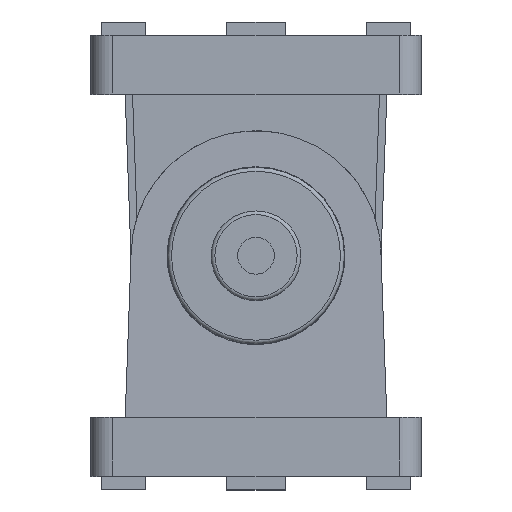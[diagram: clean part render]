
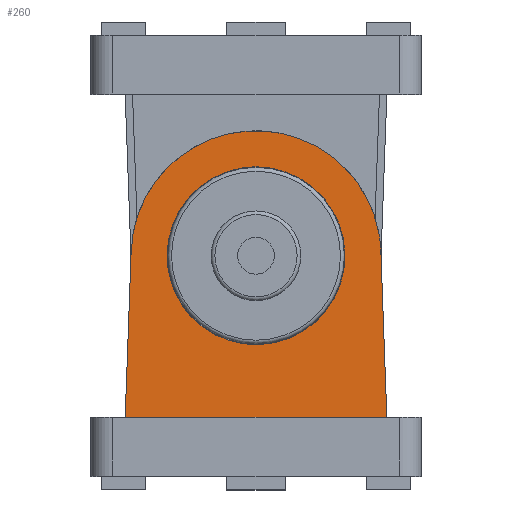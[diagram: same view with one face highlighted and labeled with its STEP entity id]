
A CAD part, top view. The second image highlights one B-rep face of the part: STEP entity #260.
In plain terms, the highlighted planar face has unit normal (0, 0.018, 1).
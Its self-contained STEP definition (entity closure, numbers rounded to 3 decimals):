
#260 = ADVANCED_FACE( '', ( #523, #524 ), #525, .F. );
#523 = FACE_BOUND( '', #770, .T. );
#524 = FACE_OUTER_BOUND( '', #771, .T. );
#525 = PLANE( '', #772 );
#770 = EDGE_LOOP( '', ( #1350 ) );
#771 = EDGE_LOOP( '', ( #1351, #1352, #1353, #1354 ) );
#772 = AXIS2_PLACEMENT_3D( '', #1355, #1356, #1357 );
#1350 = ORIENTED_EDGE( '', *, *, #1469, .F. );
#1351 = ORIENTED_EDGE( '', *, *, #1453, .F. );
#1352 = ORIENTED_EDGE( '', *, *, #1552, .F. );
#1353 = ORIENTED_EDGE( '', *, *, #1378, .F. );
#1354 = ORIENTED_EDGE( '', *, *, #1404, .T. );
#1355 = CARTESIAN_POINT( '', ( 22.5, 18., 19.302 ) );
#1356 = DIRECTION( '', ( 0., -0.017, -1. ) );
#1357 = DIRECTION( '', ( 0., 1., -0.017 ) );
#1378 = EDGE_CURVE( '', #1607, #1608, #1609, .T. );
#1404 = EDGE_CURVE( '', #1607, #1652, #1654, .F. );
#1453 = EDGE_CURVE( '', #1737, #1652, #1738, .T. );
#1469 = EDGE_CURVE( '', #1761, #1761, #1762, .F. );
#1552 = EDGE_CURVE( '', #1608, #1737, #1881, .T. );
#1607 = VERTEX_POINT( '', #1944 );
#1608 = VERTEX_POINT( '', #1945 );
#1609 = LINE( '', #1946, #1947 );
#1652 = VERTEX_POINT( '', #2004 );
#1654 = ELLIPSE( '', #2007, 17.003, 17. );
#1737 = VERTEX_POINT( '', #2125 );
#1738 = LINE( '', #2126, #2127 );
#1761 = VERTEX_POINT( '', #2157 );
#1762 = ELLIPSE( '', #2158, 12.102, 12.1 );
#1881 = LINE( '', #2329, #2330 );
#1944 = CARTESIAN_POINT( '', ( 16.989, 0.609, 19.605 ) );
#1945 = CARTESIAN_POINT( '', ( 17.8, -22., 20. ) );
#1946 = CARTESIAN_POINT( '', ( 16.373, 17.78, 19.306 ) );
#1947 = VECTOR( '', #2399, 1000. );
#2004 = CARTESIAN_POINT( '', ( -16.989, 0.609, 19.605 ) );
#2007 = AXIS2_PLACEMENT_3D( '', #2430, #2431, #2432 );
#2125 = CARTESIAN_POINT( '', ( -17.8, -22., 20. ) );
#2126 = CARTESIAN_POINT( '', ( -16.315, 19.392, 19.278 ) );
#2127 = VECTOR( '', #2474, 1000. );
#2157 = CARTESIAN_POINT( '', ( 0., 12.1, 19.405 ) );
#2158 = AXIS2_PLACEMENT_3D( '', #2491, #2492, #2493 );
#2329 = CARTESIAN_POINT( '', ( 22.5, -22., 20. ) );
#2330 = VECTOR( '', #2579, 1000. );
#2399 = DIRECTION( '', ( 0.036, -0.999, 0.017 ) );
#2430 = CARTESIAN_POINT( '', ( 0., 0., 19.616 ) );
#2431 = DIRECTION( '', ( 0., -0.017, -1. ) );
#2432 = DIRECTION( '', ( 0., 1., -0.017 ) );
#2474 = DIRECTION( '', ( 0.036, 0.999, -0.017 ) );
#2491 = CARTESIAN_POINT( '', ( 0., 0., 19.616 ) );
#2492 = DIRECTION( '', ( 0., -0.017, -1. ) );
#2493 = DIRECTION( '', ( 0., 1., -0.017 ) );
#2579 = DIRECTION( '', ( -1., 0., 0. ) );
